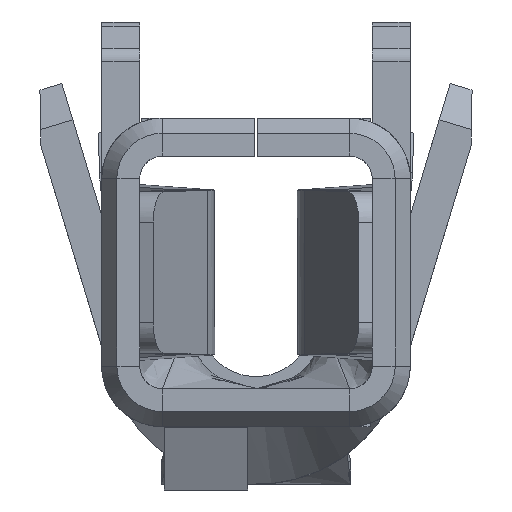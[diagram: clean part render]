
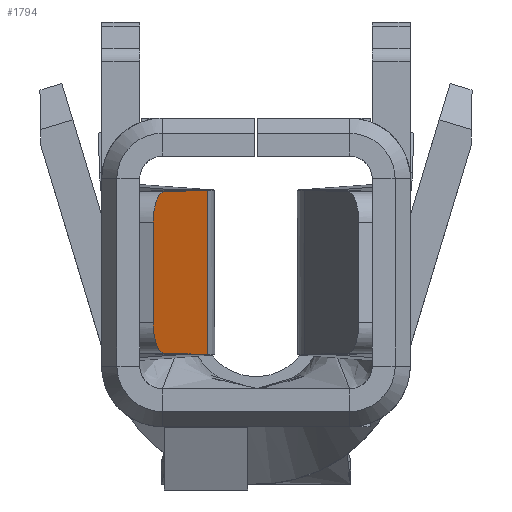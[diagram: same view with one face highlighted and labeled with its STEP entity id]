
A CAD part, front view. The second image highlights one B-rep face of the part: STEP entity #1794.
In plain terms, the highlighted planar face has unit normal (0.926, -0.377, 0).
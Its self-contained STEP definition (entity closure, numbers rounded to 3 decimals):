
#1713=CARTESIAN_POINT('',(-0.606,-3.021,-0.297));
#1714=VERTEX_POINT('',#1713);
#1721=CARTESIAN_POINT('',(-0.606,-3.021,0.297));
#1722=VERTEX_POINT('',#1721);
#1723=CARTESIAN_POINT('',(-0.606,-3.021,-0.297));
#1724=DIRECTION('',(0.,0.,1.));
#1725=VECTOR('',#1724,0.594);
#1726=LINE('',#1723,#1725);
#1727=EDGE_CURVE('',#1714,#1722,#1726,.T.);
#1746=CARTESIAN_POINT('',(-0.446,-2.629,0.));
#1747=DIRECTION('',(0.377,0.926,0.));
#1748=DIRECTION('',(0.926,-0.377,0.));
#1749=AXIS2_PLACEMENT_3D('',#1746,#1748,#1747);
#1750=PLANE('',#1749);
#1751=CARTESIAN_POINT('',(-0.287,-2.236,0.483));
#1752=VERTEX_POINT('',#1751);
#1753=CARTESIAN_POINT('',(-0.539,-2.857,0.476));
#1754=VERTEX_POINT('',#1753);
#1755=CARTESIAN_POINT('',(-0.287,-2.236,0.483));
#1756=DIRECTION('',(-0.377,-0.926,-0.011));
#1757=VECTOR('',#1756,0.67);
#1758=LINE('',#1755,#1757);
#1759=EDGE_CURVE('',#1752,#1754,#1758,.T.);
#1760=ORIENTED_EDGE('',*,*,#1759,.T.);
#1761=CARTESIAN_POINT('',(-0.538,-2.855,0.297));
#1762=DIRECTION('',(-0.004,-0.01,1.));
#1763=DIRECTION('',(0.926,-0.377,0.));
#1764=AXIS2_PLACEMENT_3D('',#1761,#1763,#1762);
#1765=CIRCLE('',#1764,0.179);
#1766=EDGE_CURVE('',#1754,#1722,#1765,.T.);
#1767=ORIENTED_EDGE('',*,*,#1766,.T.);
#1768=ORIENTED_EDGE('',*,*,#1727,.F.);
#1769=CARTESIAN_POINT('',(-0.539,-2.857,-0.476));
#1770=VERTEX_POINT('',#1769);
#1771=CARTESIAN_POINT('',(-0.538,-2.855,-0.297));
#1772=DIRECTION('',(-0.377,-0.926,0.));
#1773=DIRECTION('',(0.926,-0.377,0.));
#1774=AXIS2_PLACEMENT_3D('',#1771,#1773,#1772);
#1775=CIRCLE('',#1774,0.179);
#1776=EDGE_CURVE('',#1714,#1770,#1775,.T.);
#1777=ORIENTED_EDGE('',*,*,#1776,.T.);
#1778=CARTESIAN_POINT('',(-0.287,-2.236,-0.483));
#1779=VERTEX_POINT('',#1778);
#1780=CARTESIAN_POINT('',(-0.539,-2.857,-0.476));
#1781=DIRECTION('',(0.377,0.926,-0.011));
#1782=VECTOR('',#1781,0.67);
#1783=LINE('',#1780,#1782);
#1784=EDGE_CURVE('',#1770,#1779,#1783,.T.);
#1785=ORIENTED_EDGE('',*,*,#1784,.T.);
#1786=CARTESIAN_POINT('',(-0.287,-2.236,-0.483));
#1787=DIRECTION('',(0.,0.,1.));
#1788=VECTOR('',#1787,0.967);
#1789=LINE('',#1786,#1788);
#1790=EDGE_CURVE('',#1779,#1752,#1789,.T.);
#1791=ORIENTED_EDGE('',*,*,#1790,.T.);
#1792=EDGE_LOOP('',(#1760,#1767,#1768,#1777,#1785,#1791));
#1793=FACE_OUTER_BOUND('',#1792,.T.);
#1794=ADVANCED_FACE('',(#1793),#1750,.T.);
